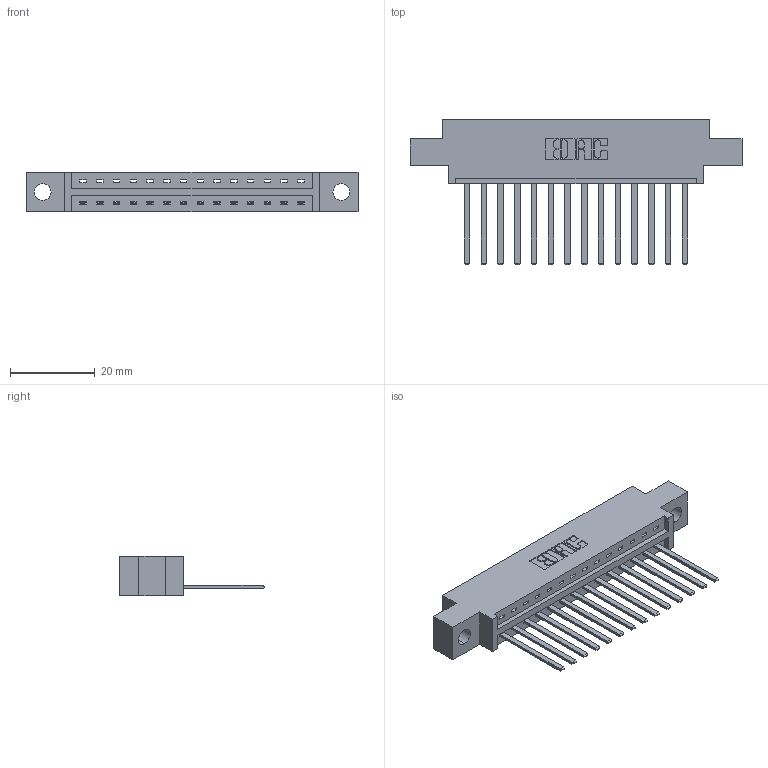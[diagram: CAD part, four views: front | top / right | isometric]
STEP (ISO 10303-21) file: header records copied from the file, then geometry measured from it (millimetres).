
FILE_DESCRIPTION (( 'STEP AP203' ), '1' );
FILE_NAME ('387-014-544-604.STEP', '2018-09-11T05:26:47', ( '' ), ( '' ), 'SwSTEP 2.0', 'SolidWorks 2016', '' );
FILE_SCHEMA (( 'CONFIG_CONTROL_DESIGN' ));
Length unit declared in the file: inch
Products named in the file (3): 337 Part_0.170 Offset - 0.156 Dia-TH; 345-292-001_345-293-144; 387-014-544-604
Assembly tree (15 placements, depth 2):
  387-014-544-604
    337 Part_0.170 Offset - 0.156 Dia-TH
    345-292-001_345-293-144  x14
Bounding box: 78.49 x 34.3 x 9.4 mm (x, y, z)
Volume: 7763.7 mm3; surface area: 8292.3 mm2
Topology: 15 solids, 15 shells, 902 faces, 2703 edges, 1782 vertices
Faces by surface type: plane 662, cylinder 240
Entity records: 13979 total; most frequent: CARTESIAN_POINT 2440, ORIENTED_EDGE 2390, DIRECTION 2107, EDGE_CURVE 1195, VECTOR 1071, LINE 1071, VERTEX_POINT 794, AXIS2_PLACEMENT_3D 518
